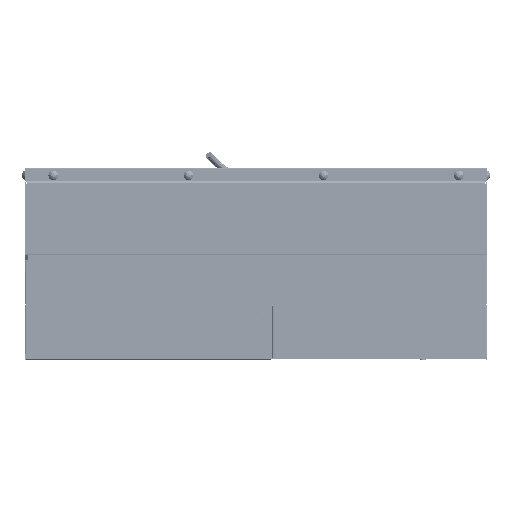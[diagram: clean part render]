
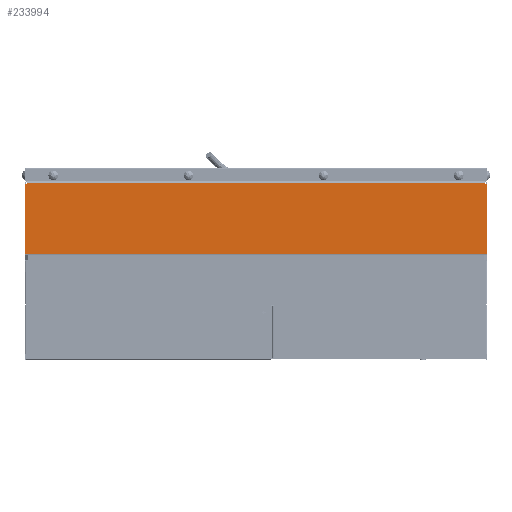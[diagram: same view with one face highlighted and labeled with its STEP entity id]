
A CAD part, left-side view. The second image highlights one B-rep face of the part: STEP entity #233994.
In plain terms, the highlighted planar face has unit normal (-1, 0, 0).
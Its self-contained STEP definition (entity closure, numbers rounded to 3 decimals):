
#2564 = DIRECTION ( 'NONE',  ( 0., 0., 1. ) ) ;
#6468 = CARTESIAN_POINT ( 'NONE',  ( 8.772, -15.814, 1.439 ) ) ;
#8004 = VERTEX_POINT ( 'NONE', #26426 ) ;
#9455 = LINE ( 'NONE', #6468, #196379 ) ;
#9564 = EDGE_CURVE ( 'NONE', #8004, #158380, #69838, .T. ) ;
#10836 = DIRECTION ( 'NONE',  ( 0., 1., 0. ) ) ;
#21666 = VECTOR ( 'NONE', #188105, 39.37 ) ;
#21824 = VECTOR ( 'NONE', #42465, 39.37 ) ;
#26426 = CARTESIAN_POINT ( 'NONE',  ( 8.772, -15.91, 4.609 ) ) ;
#35225 = CARTESIAN_POINT ( 'NONE',  ( 8.772, -10.78, 1.487 ) ) ;
#40726 = VERTEX_POINT ( 'NONE', #68486 ) ;
#42465 = DIRECTION ( 'NONE',  ( 0., 0., -1. ) ) ;
#47482 = VECTOR ( 'NONE', #126368, 39.37 ) ;
#52788 = CARTESIAN_POINT ( 'NONE',  ( 8.772, -15.91, 4.659 ) ) ;
#63863 = ORIENTED_EDGE ( 'NONE', *, *, #194846, .F. ) ;
#68486 = CARTESIAN_POINT ( 'NONE',  ( 8.772, -15.814, 4.659 ) ) ;
#69838 = LINE ( 'NONE', #169942, #21666 ) ;
#70018 = LINE ( 'NONE', #96407, #21824 ) ;
#76998 = AXIS2_PLACEMENT_3D ( 'NONE', #208895, #100608, #227114 ) ;
#80064 = VERTEX_POINT ( 'NONE', #228180 ) ;
#82946 = EDGE_CURVE ( 'NONE', #40726, #163223, #187756, .T. ) ;
#86701 = CARTESIAN_POINT ( 'NONE',  ( 8.772, 4.61, 4.609 ) ) ;
#91364 = EDGE_CURVE ( 'NONE', #163223, #150658, #70018, .T. ) ;
#91975 = VECTOR ( 'NONE', #125459, 39.37 ) ;
#96407 = CARTESIAN_POINT ( 'NONE',  ( 8.772, 4.514, 1.439 ) ) ;
#100398 = LINE ( 'NONE', #228181, #190923 ) ;
#100608 = DIRECTION ( 'NONE',  ( -1., 0., 0. ) ) ;
#101377 = LINE ( 'NONE', #35225, #47482 ) ;
#102421 = VECTOR ( 'NONE', #10836, 39.37 ) ;
#107218 = CARTESIAN_POINT ( 'NONE',  ( 8.772, -15.91, 4.609 ) ) ;
#122643 = VERTEX_POINT ( 'NONE', #86701 ) ;
#125459 = DIRECTION ( 'NONE',  ( 0., 1., 0. ) ) ;
#126368 = DIRECTION ( 'NONE',  ( 0., 1., 0. ) ) ;
#127786 = ORIENTED_EDGE ( 'NONE', *, *, #9564, .F. ) ;
#132462 = ORIENTED_EDGE ( 'NONE', *, *, #200939, .T. ) ;
#138102 = DIRECTION ( 'NONE',  ( 0., 0., 1. ) ) ;
#139746 = VECTOR ( 'NONE', #162834, 39.37 ) ;
#140122 = LINE ( 'NONE', #107218, #91975 ) ;
#140160 = EDGE_CURVE ( 'NONE', #158380, #80064, #101377, .T. ) ;
#141722 = CARTESIAN_POINT ( 'NONE',  ( 8.772, -15.91, 1.487 ) ) ;
#150658 = VERTEX_POINT ( 'NONE', #159353 ) ;
#155851 = CARTESIAN_POINT ( 'NONE',  ( 8.772, -15.91, 4.609 ) ) ;
#158380 = VERTEX_POINT ( 'NONE', #141722 ) ;
#159353 = CARTESIAN_POINT ( 'NONE',  ( 8.772, 4.514, 4.609 ) ) ;
#162834 = DIRECTION ( 'NONE',  ( 0., 1., 0. ) ) ;
#163223 = VERTEX_POINT ( 'NONE', #232570 ) ;
#169942 = CARTESIAN_POINT ( 'NONE',  ( 8.772, -15.91, 1.439 ) ) ;
#172537 = PLANE ( 'NONE',  #76998 ) ;
#172834 = ORIENTED_EDGE ( 'NONE', *, *, #82946, .T. ) ;
#177964 = ORIENTED_EDGE ( 'NONE', *, *, #140160, .F. ) ;
#187756 = LINE ( 'NONE', #52788, #139746 ) ;
#188105 = DIRECTION ( 'NONE',  ( 0., 0., -1. ) ) ;
#189950 = EDGE_CURVE ( 'NONE', #190836, #40726, #9455, .T. ) ;
#190836 = VERTEX_POINT ( 'NONE', #229282 ) ;
#190923 = VECTOR ( 'NONE', #138102, 39.37 ) ;
#194846 = EDGE_CURVE ( 'NONE', #80064, #122643, #100398, .T. ) ;
#196379 = VECTOR ( 'NONE', #2564, 39.37 ) ;
#200939 = EDGE_CURVE ( 'NONE', #150658, #122643, #140122, .T. ) ;
#207287 = ORIENTED_EDGE ( 'NONE', *, *, #189950, .T. ) ;
#208895 = CARTESIAN_POINT ( 'NONE',  ( 8.772, -15.91, 1.439 ) ) ;
#209272 = FACE_OUTER_BOUND ( 'NONE', #232648, .T. ) ;
#209914 = LINE ( 'NONE', #155851, #102421 ) ;
#210980 = EDGE_CURVE ( 'NONE', #8004, #190836, #209914, .T. ) ;
#219674 = ORIENTED_EDGE ( 'NONE', *, *, #91364, .T. ) ;
#227114 = DIRECTION ( 'NONE',  ( 0., 0., 1. ) ) ;
#228180 = CARTESIAN_POINT ( 'NONE',  ( 8.772, 4.61, 1.487 ) ) ;
#228181 = CARTESIAN_POINT ( 'NONE',  ( 8.772, 4.61, 1.439 ) ) ;
#229282 = CARTESIAN_POINT ( 'NONE',  ( 8.772, -15.814, 4.609 ) ) ;
#229368 = ORIENTED_EDGE ( 'NONE', *, *, #210980, .T. ) ;
#232570 = CARTESIAN_POINT ( 'NONE',  ( 8.772, 4.514, 4.659 ) ) ;
#232648 = EDGE_LOOP ( 'NONE', ( #132462, #63863, #177964, #127786, #229368, #207287, #172834, #219674 ) ) ;
#233994 = ADVANCED_FACE ( 'NONE', ( #209272 ), #172537, .T. ) ;
